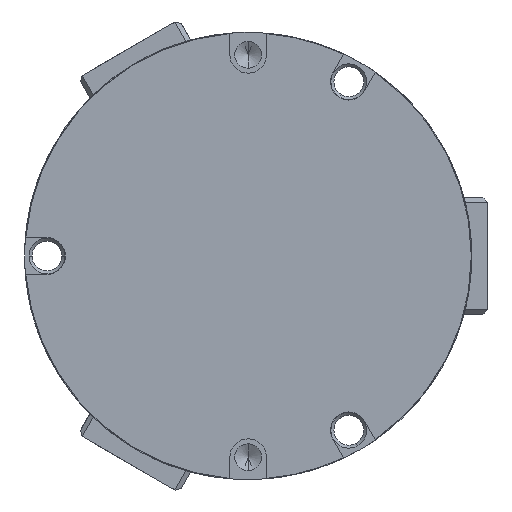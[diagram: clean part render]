
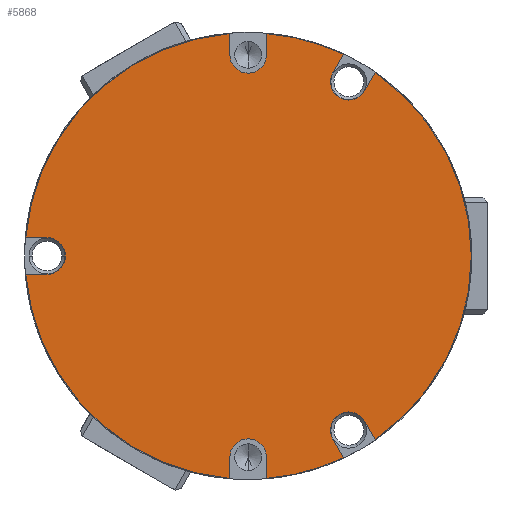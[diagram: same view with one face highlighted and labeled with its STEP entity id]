
A CAD part, front view. The second image highlights one B-rep face of the part: STEP entity #5868.
In plain terms, the highlighted planar face has unit normal (0, -1, 0).
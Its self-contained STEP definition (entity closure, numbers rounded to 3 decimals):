
#2120 = VERTEX_POINT( '', #6089 );
#2278 = VERTEX_POINT( '', #6269 );
#2292 = EDGE_CURVE( '', #5598, #3974, #6283, .T. );
#2350 = VERTEX_POINT( '', #6356 );
#2364 = EDGE_CURVE( '', #2120, #5050, #6370, .T. );
#2600 = VERTEX_POINT( '', #6638 );
#2764 = VERTEX_POINT( '', #6817 );
#2816 = VERTEX_POINT( '', #6871 );
#2834 = EDGE_CURVE( '', #2278, #5770, #6889, .T. );
#3026 = EDGE_CURVE( '', #4372, #2350, #7102, .T. );
#3146 = EDGE_CURVE( '', #5134, #3268, #7237, .T. );
#3152 = VERTEX_POINT( '', #7243 );
#3268 = VERTEX_POINT( '', #7367 );
#3474 = EDGE_CURVE( '', #5770, #2600, #7589, .T. );
#3606 = EDGE_CURVE( '', #2764, #3152, #7731, .T. );
#3616 = EDGE_CURVE( '', #5734, #2764, #7743, .T. );
#3814 = EDGE_CURVE( '', #5130, #4372, #7958, .T. );
#3914 = EDGE_CURVE( '', #3152, #4986, #8064, .T. );
#3968 = EDGE_CURVE( '', #2600, #5734, #8125, .T. );
#3974 = VERTEX_POINT( '', #8132 );
#4372 = VERTEX_POINT( '', #8587 );
#4696 = EDGE_CURVE( '', #5756, #2120, #8956, .T. );
#4712 = EDGE_CURVE( '', #5052, #2278, #8974, .T. );
#4724 = EDGE_CURVE( '', #2816, #5052, #8987, .T. );
#4730 = EDGE_CURVE( '', #4986, #5756, #8993, .T. );
#4814 = EDGE_CURVE( '', #5568, #5130, #9085, .T. );
#4986 = VERTEX_POINT( '', #9267 );
#5050 = VERTEX_POINT( '', #9338 );
#5052 = VERTEX_POINT( '', #9340 );
#5070 = EDGE_CURVE( '', #3974, #5568, #9359, .T. );
#5130 = VERTEX_POINT( '', #9429 );
#5134 = VERTEX_POINT( '', #9434 );
#5182 = EDGE_CURVE( '', #5050, #5134, #9489, .T. );
#5520 = EDGE_CURVE( '', #3268, #5598, #9866, .T. );
#5568 = VERTEX_POINT( '', #9922 );
#5598 = VERTEX_POINT( '', #9954 );
#5734 = VERTEX_POINT( '', #10110 );
#5756 = VERTEX_POINT( '', #10134 );
#5770 = VERTEX_POINT( '', #10148 );
#5868 = ADVANCED_FACE( '', ( #10254 ), #10255, .F. );
#5938 = EDGE_CURVE( '', #2350, #2816, #10329, .T. );
#6089 = CARTESIAN_POINT( '', ( 4.1, 0., -45. ) );
#6269 = CARTESIAN_POINT( '', ( 18.949, 0., 41.021 ) );
#6283 = CIRCLE( '', #10886, 4.1 );
#6356 = CARTESIAN_POINT( '', ( 4.1, 0., 45. ) );
#6370 = CIRCLE( '', #10993, 4.1 );
#6638 = CARTESIAN_POINT( '', ( 28.416, 0., 41.019 ) );
#6817 = CARTESIAN_POINT( '', ( 26.051, 0., -36.921 ) );
#6871 = CARTESIAN_POINT( '', ( 4.1, 0., 49.731 ) );
#6889 = CIRCLE( '', #11762, 4.1 );
#7102 = CIRCLE( '', #12049, 4.1 );
#7237 = CIRCLE( '', #12229, 49.9 );
#7243 = CARTESIAN_POINT( '', ( 18.949, 0., -41.021 ) );
#7367 = CARTESIAN_POINT( '', ( -49.731, 0., -4.1 ) );
#7589 = LINE( '', #12725, #12726 );
#7731 = CIRCLE( '', #12946, 4.1 );
#7743 = LINE( '', #12961, #12962 );
#7958 = LINE( '', #13279, #13280 );
#8064 = LINE( '', #13463, #13464 );
#8125 = CIRCLE( '', #13549, 49.9 );
#8132 = CARTESIAN_POINT( '', ( -45., 0., 4.1 ) );
#8587 = CARTESIAN_POINT( '', ( -4.1, 0., 45. ) );
#8956 = LINE( '', #14680, #14681 );
#8974 = LINE( '', #14705, #14706 );
#8987 = CIRCLE( '', #14726, 49.9 );
#8993 = CIRCLE( '', #14734, 49.9 );
#9085 = CIRCLE( '', #14864, 49.9 );
#9267 = CARTESIAN_POINT( '', ( 21.315, 0., -45.119 ) );
#9338 = CARTESIAN_POINT( '', ( -4.1, 0., -45. ) );
#9340 = CARTESIAN_POINT( '', ( 21.315, 0., 45.119 ) );
#9359 = LINE( '', #15250, #15251 );
#9429 = CARTESIAN_POINT( '', ( -4.1, 0., 49.731 ) );
#9434 = CARTESIAN_POINT( '', ( -4.1, 0., -49.731 ) );
#9489 = LINE( '', #15425, #15426 );
#9866 = LINE( '', #15988, #15989 );
#9922 = CARTESIAN_POINT( '', ( -49.731, 0., 4.1 ) );
#9954 = CARTESIAN_POINT( '', ( -45., 0., -4.1 ) );
#10110 = CARTESIAN_POINT( '', ( 28.416, 0., -41.019 ) );
#10134 = CARTESIAN_POINT( '', ( 4.1, 0., -49.731 ) );
#10148 = CARTESIAN_POINT( '', ( 26.051, 0., 36.921 ) );
#10254 = FACE_OUTER_BOUND( '', #16504, .T. );
#10255 = PLANE( '', #16505 );
#10329 = LINE( '', #16615, #16616 );
#10886 = AXIS2_PLACEMENT_3D( '', #16986, #16987, #16988 );
#10993 = AXIS2_PLACEMENT_3D( '', #17128, #17129, #17130 );
#11762 = AXIS2_PLACEMENT_3D( '', #17704, #17705, #17706 );
#12049 = AXIS2_PLACEMENT_3D( '', #17963, #17964, #17965 );
#12229 = AXIS2_PLACEMENT_3D( '', #18134, #18135, #18136 );
#12725 = CARTESIAN_POINT( '', ( 26.051, 0., 36.921 ) );
#12726 = VECTOR( '', #18429, 1. );
#12946 = AXIS2_PLACEMENT_3D( '', #18558, #18559, #18560 );
#12961 = CARTESIAN_POINT( '', ( 28.416, 0., -41.019 ) );
#12962 = VECTOR( '', #18577, 1. );
#13279 = CARTESIAN_POINT( '', ( -4.1, 0., 49.731 ) );
#13280 = VECTOR( '', #18784, 1. );
#13463 = CARTESIAN_POINT( '', ( 18.949, 0., -41.021 ) );
#13464 = VECTOR( '', #18885, 1. );
#13549 = AXIS2_PLACEMENT_3D( '', #18968, #18969, #18970 );
#14680 = CARTESIAN_POINT( '', ( 4.1, 0., -49.731 ) );
#14681 = VECTOR( '', #20075, 1. );
#14705 = CARTESIAN_POINT( '', ( 21.315, 0., 45.119 ) );
#14706 = VECTOR( '', #20098, 1. );
#14726 = AXIS2_PLACEMENT_3D( '', #20112, #20113, #20114 );
#14734 = AXIS2_PLACEMENT_3D( '', #20118, #20119, #20120 );
#14864 = AXIS2_PLACEMENT_3D( '', #20217, #20218, #20219 );
#15250 = CARTESIAN_POINT( '', ( -45., 0., 4.1 ) );
#15251 = VECTOR( '', #20468, 1. );
#15425 = CARTESIAN_POINT( '', ( -4.1, 0., -45. ) );
#15426 = VECTOR( '', #20658, 1. );
#15988 = CARTESIAN_POINT( '', ( -49.731, 0., -4.1 ) );
#15989 = VECTOR( '', #21117, 1. );
#16504 = EDGE_LOOP( '', ( #21557, #21558, #21559, #21560, #21561, #21562, #21563, #21564, #21565, #21566, #21567, #21568, #21569, #21570, #21571, #21572, #21573, #21574, #21575, #21576 ) );
#16505 = AXIS2_PLACEMENT_3D( '', #21577, #21578, #21579 );
#16615 = CARTESIAN_POINT( '', ( 4.1, 0., 45. ) );
#16616 = VECTOR( '', #21647, 1. );
#16986 = CARTESIAN_POINT( '', ( -45., 0., 0. ) );
#16987 = DIRECTION( '', ( 0., -1., 0. ) );
#16988 = DIRECTION( '', ( 0., 0., -1. ) );
#17128 = CARTESIAN_POINT( '', ( 0., 0., -45. ) );
#17129 = DIRECTION( '', ( 0., -1., 0. ) );
#17130 = DIRECTION( '', ( 1., 0., 0. ) );
#17704 = CARTESIAN_POINT( '', ( 22.5, 0., 38.971 ) );
#17705 = DIRECTION( '', ( 0., -1., 0. ) );
#17706 = DIRECTION( '', ( -0.866, 0., 0.5 ) );
#17963 = CARTESIAN_POINT( '', ( 0., 0., 45. ) );
#17964 = DIRECTION( '', ( 0., -1., 0. ) );
#17965 = DIRECTION( '', ( -1., 0., 0. ) );
#18134 = CARTESIAN_POINT( '', ( 0., 0., 0. ) );
#18135 = DIRECTION( '', ( 0., 1., 0. ) );
#18136 = DIRECTION( '', ( -0.082, 0., -0.997 ) );
#18429 = DIRECTION( '', ( 0.5, 0., 0.866 ) );
#18558 = CARTESIAN_POINT( '', ( 22.5, 0., -38.971 ) );
#18559 = DIRECTION( '', ( 0., -1., 0. ) );
#18560 = DIRECTION( '', ( 0.866, 0., 0.5 ) );
#18577 = DIRECTION( '', ( -0.5, 0., 0.866 ) );
#18784 = DIRECTION( '', ( 0., 0., -1. ) );
#18885 = DIRECTION( '', ( 0.5, 0., -0.866 ) );
#18968 = CARTESIAN_POINT( '', ( 0., 0., 0. ) );
#18969 = DIRECTION( '', ( 0., 1., 0. ) );
#18970 = DIRECTION( '', ( 0.569, 0., 0.822 ) );
#20075 = DIRECTION( '', ( 0., 0., 1. ) );
#20098 = DIRECTION( '', ( -0.5, 0., -0.866 ) );
#20112 = CARTESIAN_POINT( '', ( 0., 0., 0. ) );
#20113 = DIRECTION( '', ( 0., 1., 0. ) );
#20114 = DIRECTION( '', ( 0.082, 0., 0.997 ) );
#20118 = CARTESIAN_POINT( '', ( 0., 0., 0. ) );
#20119 = DIRECTION( '', ( 0., 1., 0. ) );
#20120 = DIRECTION( '', ( 0.427, 0., -0.904 ) );
#20217 = CARTESIAN_POINT( '', ( 0., 0., 0. ) );
#20218 = DIRECTION( '', ( 0., 1., 0. ) );
#20219 = DIRECTION( '', ( -0.997, 0., 0.082 ) );
#20468 = DIRECTION( '', ( -1., 0., 0. ) );
#20658 = DIRECTION( '', ( 0., 0., -1. ) );
#21117 = DIRECTION( '', ( 1., 0., 0. ) );
#21557 = ORIENTED_EDGE( '', *, *, #5520, .F. );
#21558 = ORIENTED_EDGE( '', *, *, #3146, .F. );
#21559 = ORIENTED_EDGE( '', *, *, #5182, .F. );
#21560 = ORIENTED_EDGE( '', *, *, #2364, .F. );
#21561 = ORIENTED_EDGE( '', *, *, #4696, .F. );
#21562 = ORIENTED_EDGE( '', *, *, #4730, .F. );
#21563 = ORIENTED_EDGE( '', *, *, #3914, .F. );
#21564 = ORIENTED_EDGE( '', *, *, #3606, .F. );
#21565 = ORIENTED_EDGE( '', *, *, #3616, .F. );
#21566 = ORIENTED_EDGE( '', *, *, #3968, .F. );
#21567 = ORIENTED_EDGE( '', *, *, #3474, .F. );
#21568 = ORIENTED_EDGE( '', *, *, #2834, .F. );
#21569 = ORIENTED_EDGE( '', *, *, #4712, .F. );
#21570 = ORIENTED_EDGE( '', *, *, #4724, .F. );
#21571 = ORIENTED_EDGE( '', *, *, #5938, .F. );
#21572 = ORIENTED_EDGE( '', *, *, #3026, .F. );
#21573 = ORIENTED_EDGE( '', *, *, #3814, .F. );
#21574 = ORIENTED_EDGE( '', *, *, #4814, .F. );
#21575 = ORIENTED_EDGE( '', *, *, #5070, .F. );
#21576 = ORIENTED_EDGE( '', *, *, #2292, .F. );
#21577 = CARTESIAN_POINT( '', ( 0., 0., 0. ) );
#21578 = DIRECTION( '', ( 0., 1., 0. ) );
#21579 = DIRECTION( '', ( 0., 0., 1. ) );
#21647 = DIRECTION( '', ( 0., 0., 1. ) );
